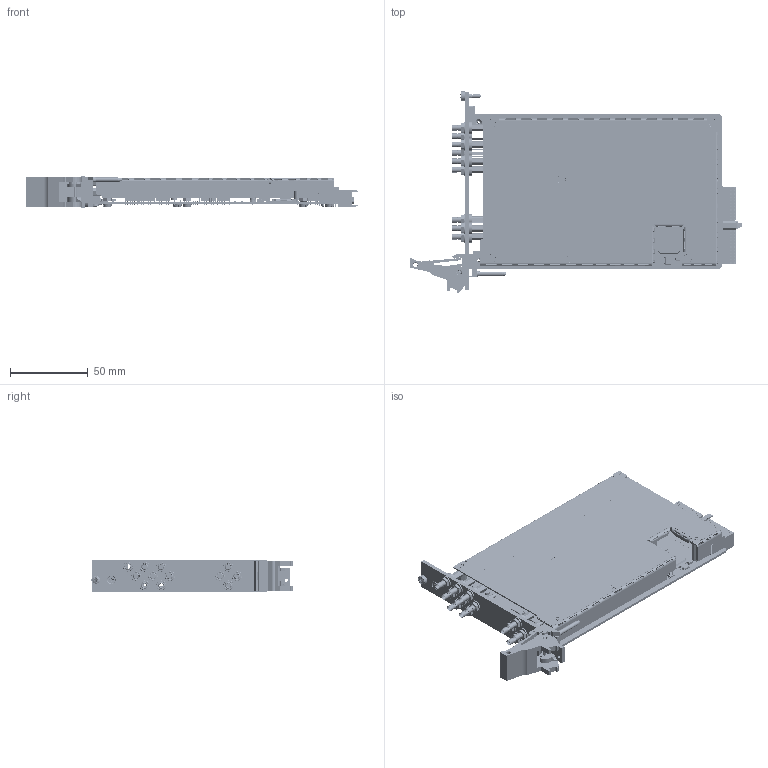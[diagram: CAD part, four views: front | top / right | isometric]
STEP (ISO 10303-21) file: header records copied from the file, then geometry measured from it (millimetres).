
FILE_DESCRIPTION (( 'STEP AP214' ), '1' );
FILE_NAME ('40-729-751 PXI 8x4 RF Matrix 75 Ohm.STEP', '2013-09-05T10:41:57', ( 'admin' ), ( '' ), 'SwSTEP 2.0', 'SolidWorks 2012', '' );
FILE_SCHEMA (( 'AUTOMOTIVE_DESIGN' ));
Length unit declared in the file: millimetre
Products named in the file (1): 40-729-751 PXI 8x4 RF Matrix 75 Ohm
Bounding box: 213.99 x 129.66 x 20 mm (x, y, z)
Surface area: 114248.9 mm2 (no closed solid volume)
Topology: 0 solids, 1125 shells, 4874 faces, 16624 edges, 12269 vertices
Faces by surface type: plane 2557, cylinder 2016, cone 106, bspline 106, torus 71, sphere 18
Full cylindrical faces by diameter (mm): 0.278 x1, 0.299 x11, 0.5 x630, 0.6 x110, 0.8 x6, 0.899 x97, 0.902 x1, 0.903 x12, 0.905 x13, 0.937 x26, 0.948 x74, 0.984 x23, 0.996 x4, 1.016 x178, 1.04 x2, 1.047 x198, 1.3 x20, 1.496 x2, 1.524 x6, 1.8 x10, 2 x4, 2.05 x2, 2.4 x6, 2.5 x2, 2.7 x1, 2.8 x1, 3 x15, 3.25 x12, 3.65 x24, 3.8 x4
Entity records: 232026 total; most frequent: CARTESIAN_POINT 44660, DIRECTION 27721, ORIENTED_EDGE 20562, EDGE_CURVE 14171, VERTEX_POINT 11486, AXIS2_PLACEMENT_3D 9677, LINE 8367, VECTOR 8367
